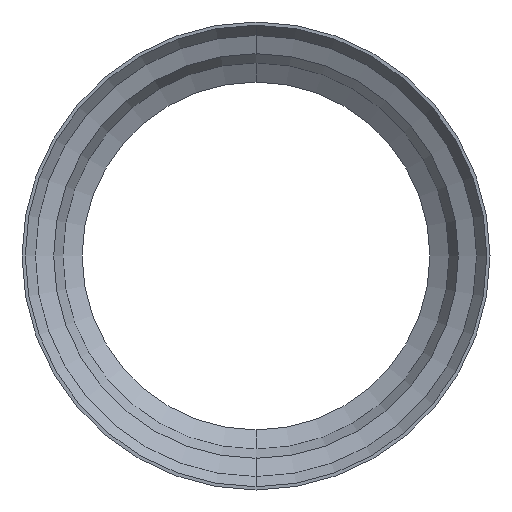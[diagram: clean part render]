
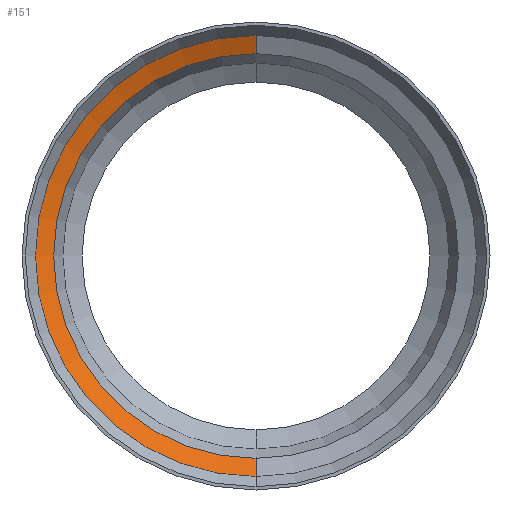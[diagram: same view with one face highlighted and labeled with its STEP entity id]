
A CAD part, front view. The second image highlights one B-rep face of the part: STEP entity #151.
In plain terms, the highlighted conical face has half-angle 66.141 degrees and reference radius 31.197 mm.
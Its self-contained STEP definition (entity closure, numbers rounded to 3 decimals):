
#21 = DIRECTION ( 'NONE',  ( 0., 1., 0. ) ) ;
#36 = CIRCLE ( 'NONE', #1065, 33.838 ) ;
#66 = VERTEX_POINT ( 'NONE', #539 ) ;
#114 = DIRECTION ( 'NONE',  ( 0., 0., 1. ) ) ;
#151 = ADVANCED_FACE ( 'NONE', ( #633 ), #762, .F. ) ;
#153 = VERTEX_POINT ( 'NONE', #379 ) ;
#242 = ORIENTED_EDGE ( 'NONE', *, *, #1007, .T. ) ;
#244 = AXIS2_PLACEMENT_3D ( 'NONE', #248, #668, #439 ) ;
#248 = CARTESIAN_POINT ( 'NONE',  ( 0., 4.349, 0. ) ) ;
#255 = VERTEX_POINT ( 'NONE', #295 ) ;
#258 = LINE ( 'NONE', #420, #968 ) ;
#295 = CARTESIAN_POINT ( 'NONE',  ( 0., 3.11, 33.838 ) ) ;
#320 = ORIENTED_EDGE ( 'NONE', *, *, #517, .F. ) ;
#326 = LINE ( 'NONE', #760, #655 ) ;
#370 = EDGE_CURVE ( 'NONE', #153, #480, #492, .T. ) ;
#379 = CARTESIAN_POINT ( 'NONE',  ( 0., 4.349, -31.036 ) ) ;
#420 = CARTESIAN_POINT ( 'NONE',  ( 0., 4.278, -31.197 ) ) ;
#437 = EDGE_LOOP ( 'NONE', ( #857, #242, #320, #566 ) ) ;
#439 = DIRECTION ( 'NONE',  ( 0., 0., 1. ) ) ;
#443 = CARTESIAN_POINT ( 'NONE',  ( 0., 4.349, 31.036 ) ) ;
#468 = EDGE_CURVE ( 'NONE', #153, #66, #258, .T. ) ;
#480 = VERTEX_POINT ( 'NONE', #443 ) ;
#492 = CIRCLE ( 'NONE', #244, 31.036 ) ;
#517 = EDGE_CURVE ( 'NONE', #66, #255, #36, .T. ) ;
#539 = CARTESIAN_POINT ( 'NONE',  ( 0., 3.11, -33.838 ) ) ;
#566 = ORIENTED_EDGE ( 'NONE', *, *, #468, .F. ) ;
#633 = FACE_OUTER_BOUND ( 'NONE', #437, .T. ) ;
#652 = AXIS2_PLACEMENT_3D ( 'NONE', #979, #899, #1067 ) ;
#655 = VECTOR ( 'NONE', #938, 1000. ) ;
#668 = DIRECTION ( 'NONE',  ( 0., 1., 0. ) ) ;
#760 = CARTESIAN_POINT ( 'NONE',  ( 0., 4.278, 31.197 ) ) ;
#762 = CONICAL_SURFACE ( 'NONE', #652, 31.197, 1.154 ) ;
#779 = DIRECTION ( 'NONE',  ( 0., -0.404, -0.915 ) ) ;
#804 = CARTESIAN_POINT ( 'NONE',  ( 0., 3.11, 0. ) ) ;
#857 = ORIENTED_EDGE ( 'NONE', *, *, #370, .T. ) ;
#899 = DIRECTION ( 'NONE',  ( 0., -1., 0. ) ) ;
#938 = DIRECTION ( 'NONE',  ( 0., -0.404, 0.915 ) ) ;
#968 = VECTOR ( 'NONE', #779, 1000. ) ;
#979 = CARTESIAN_POINT ( 'NONE',  ( 0., 4.278, 0. ) ) ;
#1007 = EDGE_CURVE ( 'NONE', #480, #255, #326, .T. ) ;
#1065 = AXIS2_PLACEMENT_3D ( 'NONE', #804, #21, #114 ) ;
#1067 = DIRECTION ( 'NONE',  ( 0., 0., -1. ) ) ;
